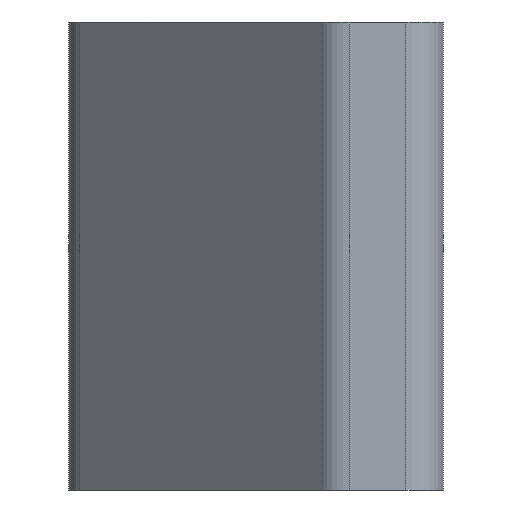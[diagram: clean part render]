
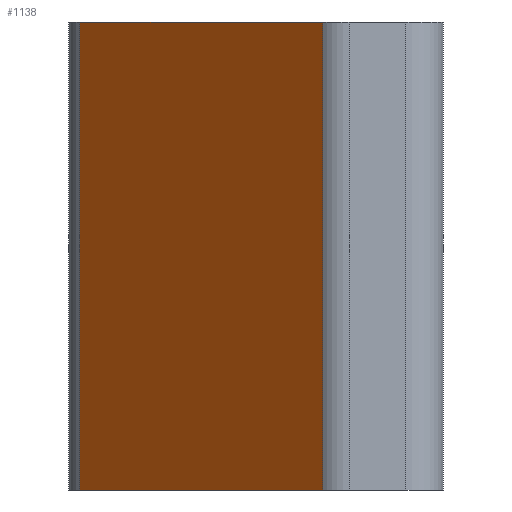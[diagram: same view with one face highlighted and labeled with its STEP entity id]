
A CAD part, left-side view. The second image highlights one B-rep face of the part: STEP entity #1138.
In plain terms, the highlighted planar face has unit normal (-0.707, 0.707, 0).
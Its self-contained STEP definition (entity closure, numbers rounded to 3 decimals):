
#24 = CARTESIAN_POINT ( 'NONE',  ( 7.113, 18.828, -25. ) ) ;
#69 = LINE ( 'NONE', #24, #750 ) ;
#90 = LINE ( 'NONE', #2118, #1209 ) ;
#205 = DIRECTION ( 'NONE',  ( -0.707, -0.707, 0. ) ) ;
#285 = ORIENTED_EDGE ( 'NONE', *, *, #802, .T. ) ;
#332 = DIRECTION ( 'NONE',  ( 0.707, -0.707, 0. ) ) ;
#351 = CARTESIAN_POINT ( 'NONE',  ( -18.828, -7.113, -25. ) ) ;
#385 = DIRECTION ( 'NONE',  ( 0., 0., -1. ) ) ;
#389 = VERTEX_POINT ( 'NONE', #2057 ) ;
#538 = ORIENTED_EDGE ( 'NONE', *, *, #1354, .F. ) ;
#553 = ORIENTED_EDGE ( 'NONE', *, *, #1832, .T. ) ;
#571 = AXIS2_PLACEMENT_3D ( 'NONE', #2005, #332, #1535 ) ;
#579 = EDGE_LOOP ( 'NONE', ( #285, #1049, #538, #553 ) ) ;
#687 = VECTOR ( 'NONE', #385, 1000. ) ;
#750 = VECTOR ( 'NONE', #205, 1000. ) ;
#774 = EDGE_CURVE ( 'NONE', #389, #872, #1557, .T. ) ;
#802 = EDGE_CURVE ( 'NONE', #1485, #872, #69, .T. ) ;
#822 = VECTOR ( 'NONE', #2081, 1000. ) ;
#853 = CARTESIAN_POINT ( 'NONE',  ( 7.113, 18.828, 25. ) ) ;
#872 = VERTEX_POINT ( 'NONE', #351 ) ;
#1049 = ORIENTED_EDGE ( 'NONE', *, *, #774, .F. ) ;
#1085 = LINE ( 'NONE', #1579, #687 ) ;
#1133 = VERTEX_POINT ( 'NONE', #853 ) ;
#1138 = ADVANCED_FACE ( 'NONE', ( #1169 ), #1876, .F. ) ;
#1169 = FACE_OUTER_BOUND ( 'NONE', #579, .T. ) ;
#1209 = VECTOR ( 'NONE', #1615, 1000. ) ;
#1354 = EDGE_CURVE ( 'NONE', #1133, #389, #90, .T. ) ;
#1369 = CARTESIAN_POINT ( 'NONE',  ( 7.113, 18.828, -25. ) ) ;
#1485 = VERTEX_POINT ( 'NONE', #1369 ) ;
#1535 = DIRECTION ( 'NONE',  ( 0.707, 0.707, 0. ) ) ;
#1557 = LINE ( 'NONE', #2092, #822 ) ;
#1579 = CARTESIAN_POINT ( 'NONE',  ( 7.113, 18.828, 25. ) ) ;
#1615 = DIRECTION ( 'NONE',  ( -0.707, -0.707, 0. ) ) ;
#1832 = EDGE_CURVE ( 'NONE', #1133, #1485, #1085, .T. ) ;
#1876 = PLANE ( 'NONE',  #571 ) ;
#2005 = CARTESIAN_POINT ( 'NONE',  ( 7.113, 18.828, 25. ) ) ;
#2057 = CARTESIAN_POINT ( 'NONE',  ( -18.828, -7.113, 25. ) ) ;
#2081 = DIRECTION ( 'NONE',  ( 0., 0., -1. ) ) ;
#2092 = CARTESIAN_POINT ( 'NONE',  ( -18.828, -7.113, 25. ) ) ;
#2118 = CARTESIAN_POINT ( 'NONE',  ( 7.113, 18.828, 25. ) ) ;
